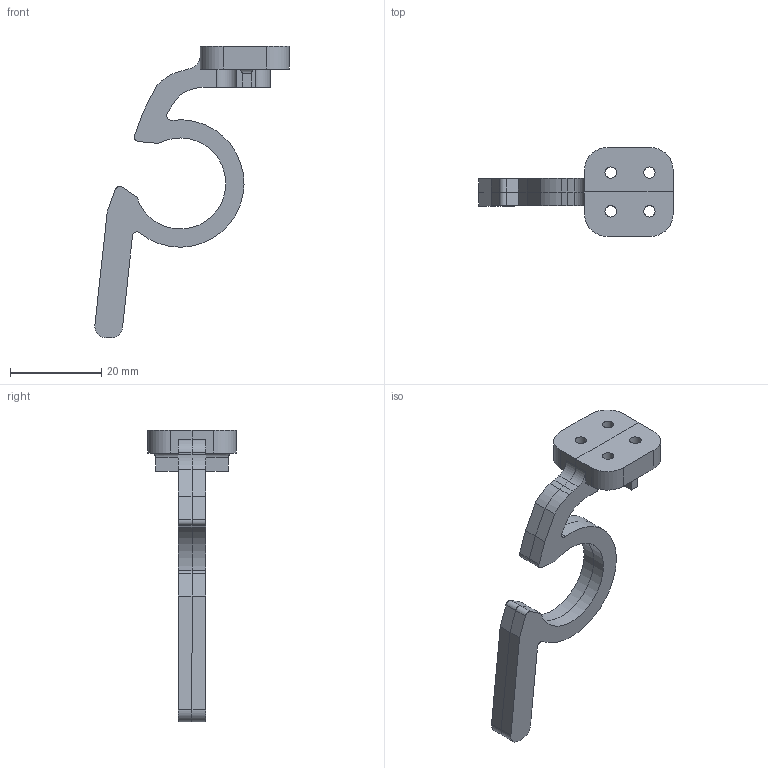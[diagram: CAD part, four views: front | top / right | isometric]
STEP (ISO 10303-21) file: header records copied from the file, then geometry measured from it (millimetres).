
FILE_DESCRIPTION(('STEP AP203'), '1');
FILE_NAME('侹蜬 (2)', '', ('UNSPECIFIED'), ('UNSPECIFIED'), 'C3D Converter', 'C3D Toolkit', '');
FILE_SCHEMA(('CONFIG_CONTROL_DESIGN'));
Length unit declared in the file: millimetre
Bounding box: 42.7 x 19.5 x 64 mm (x, y, z)
Volume: 5164.1 mm3; surface area: 5036.4 mm2
Topology: 2 solids, 2 shells, 92 faces, 260 edges, 172 vertices
Faces by surface type: cylinder 46, plane 46
Full cylindrical faces by diameter (mm): 2.5 x4
Entity records: 3849 total; most frequent: CARTESIAN_POINT 622, DIRECTION 516, ORIENTED_EDGE 512, EDGE_CURVE 256, AXIS2_PLACEMENT_3D 175, VERTEX_POINT 172, LINE 166, VECTOR 166
